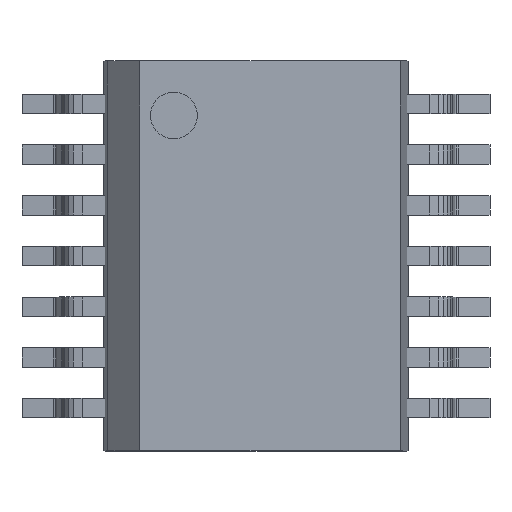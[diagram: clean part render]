
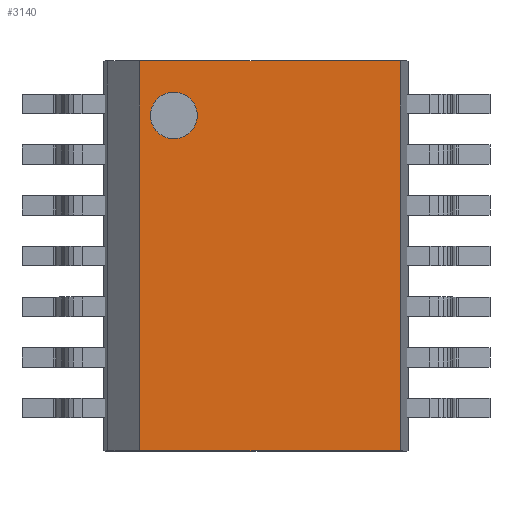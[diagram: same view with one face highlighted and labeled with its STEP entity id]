
A CAD part, top view. The second image highlights one B-rep face of the part: STEP entity #3140.
In plain terms, the highlighted face is planar.
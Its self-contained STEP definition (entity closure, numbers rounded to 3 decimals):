
#53 = CARTESIAN_POINT ( 'NONE',  ( 1.49, 0.85, 5. ) ) ;
#143 = EDGE_CURVE ( 'NONE', #2472, #954, #2609, .T. ) ;
#352 = DIRECTION ( 'NONE',  ( -1., 0., 0. ) ) ;
#379 = DIRECTION ( 'NONE',  ( 0., 0., -1. ) ) ;
#394 = VECTOR ( 'NONE', #1724, 1000. ) ;
#480 = DIRECTION ( 'NONE',  ( 0., 0., 1. ) ) ;
#536 = EDGE_CURVE ( 'NONE', #2472, #1679, #2765, .T. ) ;
#540 = CARTESIAN_POINT ( 'NONE',  ( -1.85, 0.85, 0. ) ) ;
#839 = DIRECTION ( 'NONE',  ( 0., 0., 1. ) ) ;
#925 = VECTOR ( 'NONE', #379, 1000. ) ;
#954 = VERTEX_POINT ( 'NONE', #2747 ) ;
#1088 = CARTESIAN_POINT ( 'NONE',  ( -1.85, 0.85, 5. ) ) ;
#1254 = ORIENTED_EDGE ( 'NONE', *, *, #2470, .T. ) ;
#1265 = VECTOR ( 'NONE', #480, 1000. ) ;
#1340 = EDGE_LOOP ( 'NONE', ( #3587, #1254, #2689, #3504 ) ) ;
#1543 = CARTESIAN_POINT ( 'NONE',  ( -1.85, 0.85, 0. ) ) ;
#1558 = AXIS2_PLACEMENT_3D ( 'NONE', #540, #2623, #839 ) ;
#1679 = VERTEX_POINT ( 'NONE', #3442 ) ;
#1724 = DIRECTION ( 'NONE',  ( -1., 0., 0. ) ) ;
#1833 = CARTESIAN_POINT ( 'NONE',  ( -1.85, 0.85, 0. ) ) ;
#2470 = EDGE_CURVE ( 'NONE', #954, #3454, #2899, .T. ) ;
#2472 = VERTEX_POINT ( 'NONE', #53 ) ;
#2528 = CARTESIAN_POINT ( 'NONE',  ( -1.85, 0.85, 0. ) ) ;
#2539 = EDGE_CURVE ( 'NONE', #3454, #1679, #3555, .T. ) ;
#2609 = LINE ( 'NONE', #3050, #925 ) ;
#2623 = DIRECTION ( 'NONE',  ( 0., 1., 0. ) ) ;
#2689 = ORIENTED_EDGE ( 'NONE', *, *, #2539, .T. ) ;
#2747 = CARTESIAN_POINT ( 'NONE',  ( 1.49, 0.85, 0. ) ) ;
#2765 = LINE ( 'NONE', #1088, #394 ) ;
#2899 = LINE ( 'NONE', #2528, #3407 ) ;
#3050 = CARTESIAN_POINT ( 'NONE',  ( 1.49, 0.85, 0. ) ) ;
#3140 = ADVANCED_FACE ( 'NONE', ( #3453 ), #3224, .T. ) ;
#3224 = PLANE ( 'NONE',  #1558 ) ;
#3407 = VECTOR ( 'NONE', #352, 1000. ) ;
#3442 = CARTESIAN_POINT ( 'NONE',  ( -1.85, 0.85, 5. ) ) ;
#3453 = FACE_OUTER_BOUND ( 'NONE', #1340, .T. ) ;
#3454 = VERTEX_POINT ( 'NONE', #1833 ) ;
#3504 = ORIENTED_EDGE ( 'NONE', *, *, #536, .F. ) ;
#3555 = LINE ( 'NONE', #1543, #1265 ) ;
#3587 = ORIENTED_EDGE ( 'NONE', *, *, #143, .T. ) ;
